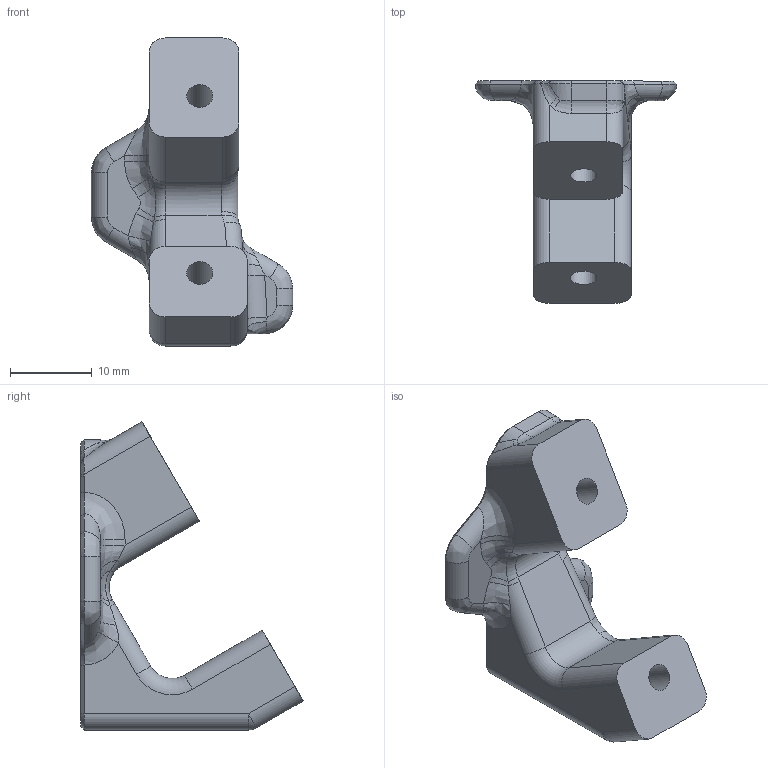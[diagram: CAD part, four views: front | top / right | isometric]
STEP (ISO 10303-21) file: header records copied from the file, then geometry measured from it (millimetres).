
FILE_DESCRIPTION(/* description */ ('','CAx-IF Rec.Pracs.---Representation and Presentation of Product Manufacturing Information (PMI)---4.0---2014-10-13'),/* implementation_level */ '2;1');
FILE_NAME(/* name */ 'Leg-Left.step',/* time_stamp */ '2025-01-11T00:41:19+03:00',/* author */ (''),/* organization */ (''),/* preprocessor_version */ 'ST-DEVELOPER v20',/* originating_system */ 'Autodesk Translation Framework v13.20.0.188',/* authorisation */ '');
FILE_SCHEMA (('AP242_MANAGED_MODEL_BASED_3D_ENGINEERING_MIM_LF { 1 0 10303 442 1 1 4 }'));
Length unit declared in the file: millimetre
Products named in the file (1): Leg-Left
Bounding box: 24.62 x 27.17 x 37.68 mm (x, y, z)
Volume: 4683.5 mm3; surface area: 3077 mm2
Topology: 1 solids, 1 shells, 135 faces, 326 edges, 194 vertices
Faces by surface type: plane 38, cylinder 38, bspline 36, cone 15, torus 5, sphere 3
Full cylindrical faces by diameter (mm): 3 x2, 3.2 x2, 6 x2
Entity records: 4681 total; most frequent: CARTESIAN_POINT 1612, ORIENTED_EDGE 650, DIRECTION 609, EDGE_CURVE 325, AXIS2_PLACEMENT_3D 237, VERTEX_POINT 194, EDGE_LOOP 143, FACE_OUTER_BOUND 135
